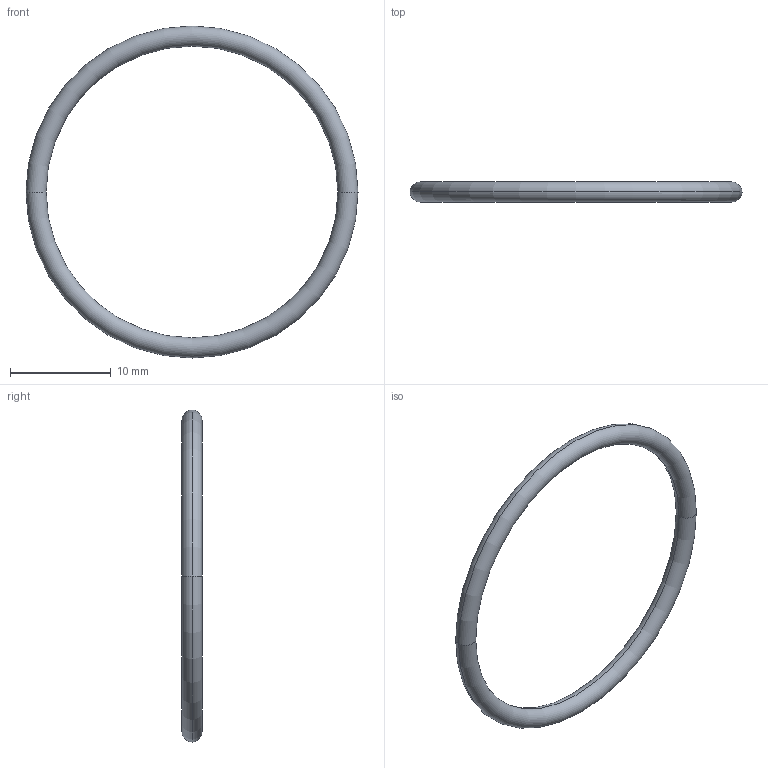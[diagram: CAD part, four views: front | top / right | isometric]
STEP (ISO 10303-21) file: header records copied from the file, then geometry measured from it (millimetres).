
FILE_DESCRIPTION(('CoCreate Modeling STEP Export'),'2;1');
FILE_NAME('0067361_1-2088754.step','2013-12-16T11:09:18',(''),(''),'CoCreate Modeling STEP processor for AP214 (Solid Model)','CoCreate Modeling 16.00B 02-Dec-2008 (C) Parametric Technology GmbH','');
FILE_SCHEMA(('AUTOMOTIVE_DESIGN { 1 0 10303 214 1 1 1 1 }'));
Length unit declared in the file: millimetre
Products named in the file (1): O_Dichtring_Für_Anschlußgewinde_171M_M32_Katal.
Bounding box: 33 x 2 x 33 mm (x, y, z)
Volume: 306 mm3; surface area: 611.9 mm2
Topology: 1 solids, 1 shells, 4 faces, 8 edges, 4 vertices
Faces by surface type: torus 4
Entity records: 109 total; most frequent: DIRECTION 16, ORIENTED_EDGE 16, CARTESIAN_POINT 12, AXIS2_PLACEMENT_3D 8, EDGE_CURVE 8, CIRCLE 6, VERTEX_POINT 4, EDGE_LOOP 4
